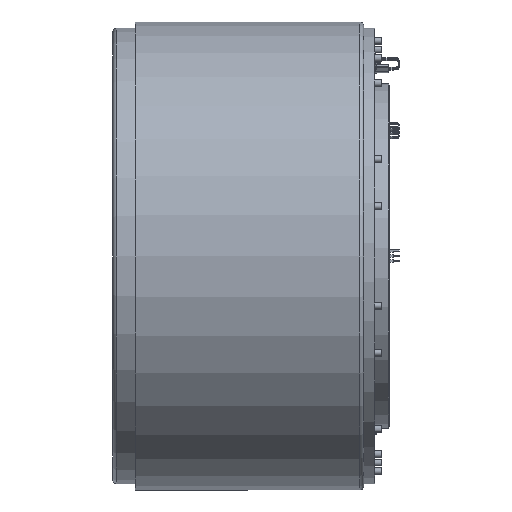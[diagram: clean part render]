
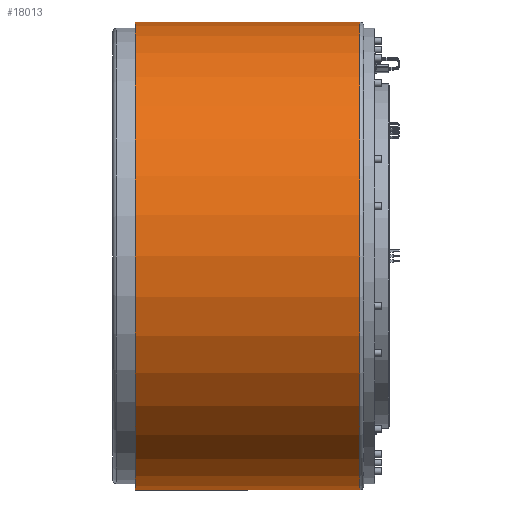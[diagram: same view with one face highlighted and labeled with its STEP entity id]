
A CAD part, front view. The second image highlights one B-rep face of the part: STEP entity #18013.
In plain terms, the highlighted cylindrical face has radius 57.3 mm (diameter 114.6 mm), a full revolution.
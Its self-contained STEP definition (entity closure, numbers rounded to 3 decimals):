
#1496=CYLINDRICAL_SURFACE('',#19206,57.3);
#1974=FACE_OUTER_BOUND('',#2792,.T.);
#2792=EDGE_LOOP('',(#12957,#12958,#12959,#12960,#12961,#12962,#12963));
#4118=LINE('',#27462,#5337);
#5337=VECTOR('',#21794,57.3);
#6617=CIRCLE('',#19173,57.3);
#6618=CIRCLE('',#19174,57.3);
#6619=CIRCLE('',#19175,57.3);
#6640=CIRCLE('',#19204,57.3);
#6641=CIRCLE('',#19205,57.3);
#8060=VERTEX_POINT('',#27403);
#8061=VERTEX_POINT('',#27405);
#8062=VERTEX_POINT('',#27407);
#8080=VERTEX_POINT('',#27457);
#8081=VERTEX_POINT('',#27458);
#10078=EDGE_CURVE('',#8060,#8061,#6617,.T.);
#10079=EDGE_CURVE('',#8061,#8062,#6618,.T.);
#10080=EDGE_CURVE('',#8062,#8060,#6619,.T.);
#10103=EDGE_CURVE('',#8080,#8081,#6640,.T.);
#10104=EDGE_CURVE('',#8081,#8080,#6641,.T.);
#10105=EDGE_CURVE('',#8062,#8081,#4118,.T.);
#12957=ORIENTED_EDGE('',*,*,#10079,.F.);
#12958=ORIENTED_EDGE('',*,*,#10078,.F.);
#12959=ORIENTED_EDGE('',*,*,#10080,.F.);
#12960=ORIENTED_EDGE('',*,*,#10105,.T.);
#12961=ORIENTED_EDGE('',*,*,#10104,.T.);
#12962=ORIENTED_EDGE('',*,*,#10103,.T.);
#12963=ORIENTED_EDGE('',*,*,#10105,.F.);
#18013=ADVANCED_FACE('',(#1974),#1496,.T.);
#19173=AXIS2_PLACEMENT_3D('',#27406,#21724,#21725);
#19174=AXIS2_PLACEMENT_3D('',#27408,#21726,#21727);
#19175=AXIS2_PLACEMENT_3D('',#27409,#21728,#21729);
#19204=AXIS2_PLACEMENT_3D('',#27459,#21788,#21789);
#19205=AXIS2_PLACEMENT_3D('',#27460,#21790,#21791);
#19206=AXIS2_PLACEMENT_3D('',#27461,#21792,#21793);
#21724=DIRECTION('center_axis',(0.,1.,0.));
#21725=DIRECTION('ref_axis',(1.,0.,0.));
#21726=DIRECTION('center_axis',(0.,1.,0.));
#21727=DIRECTION('ref_axis',(1.,0.,0.));
#21728=DIRECTION('center_axis',(0.,1.,0.));
#21729=DIRECTION('ref_axis',(1.,0.,0.));
#21788=DIRECTION('center_axis',(0.,1.,0.));
#21789=DIRECTION('ref_axis',(1.,0.,0.));
#21790=DIRECTION('center_axis',(0.,1.,0.));
#21791=DIRECTION('ref_axis',(1.,0.,0.));
#21792=DIRECTION('center_axis',(0.,1.,0.));
#21793=DIRECTION('ref_axis',(-1.,0.,0.));
#21794=DIRECTION('',(0.,-1.,0.));
#27403=CARTESIAN_POINT('',(0.,60.4,-57.3));
#27405=CARTESIAN_POINT('',(-57.3,60.4,0.));
#27406=CARTESIAN_POINT('Origin',(0.,60.4,0.));
#27407=CARTESIAN_POINT('',(57.3,60.4,0.));
#27408=CARTESIAN_POINT('Origin',(0.,60.4,0.));
#27409=CARTESIAN_POINT('Origin',(0.,60.4,0.));
#27457=CARTESIAN_POINT('',(-57.3,5.5,0.));
#27458=CARTESIAN_POINT('',(57.3,5.5,0.));
#27459=CARTESIAN_POINT('Origin',(0.,5.5,0.));
#27460=CARTESIAN_POINT('Origin',(0.,5.5,0.));
#27461=CARTESIAN_POINT('Origin',(0.,32.95,0.));
#27462=CARTESIAN_POINT('',(57.3,32.95,0.));
